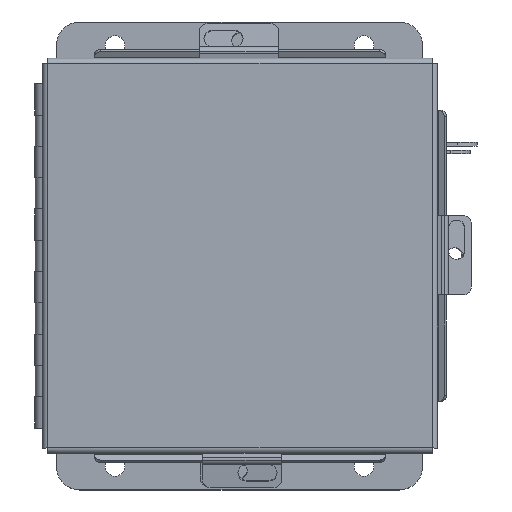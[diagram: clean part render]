
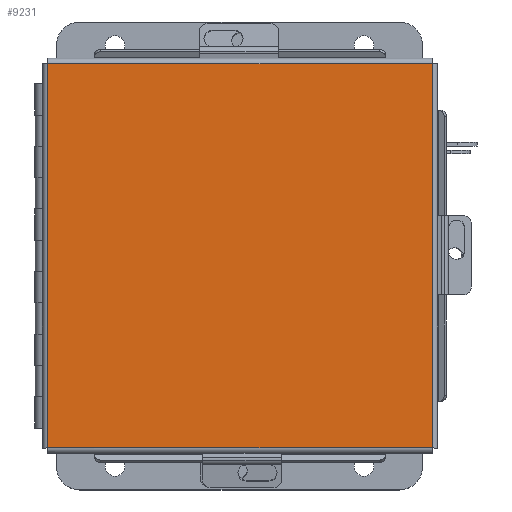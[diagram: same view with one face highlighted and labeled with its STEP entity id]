
A CAD part, top view. The second image highlights one B-rep face of the part: STEP entity #9231.
In plain terms, the highlighted face is planar.
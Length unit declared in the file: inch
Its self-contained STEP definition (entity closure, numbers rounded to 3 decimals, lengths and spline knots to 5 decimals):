
#111 = LINE ( 'NONE', #14140, #5597 ) ;
#183 = ORIENTED_EDGE ( 'NONE', *, *, #12585, .T. ) ;
#536 = CARTESIAN_POINT ( 'NONE',  ( 3.07448, -3.06855, -0.0747 ) ) ;
#1839 = ORIENTED_EDGE ( 'NONE', *, *, #7368, .T. ) ;
#2127 = VERTEX_POINT ( 'NONE', #5334 ) ;
#2272 = PLANE ( 'NONE',  #6436 ) ;
#2498 = LINE ( 'NONE', #11640, #5433 ) ;
#2553 = LINE ( 'NONE', #536, #5490 ) ;
#2843 = EDGE_CURVE ( 'NONE', #10595, #5731, #2498, .T. ) ;
#3064 = EDGE_CURVE ( 'NONE', #5731, #2127, #111, .T. ) ;
#3184 = DIRECTION ( 'NONE',  ( 1., 0., 0. ) ) ;
#3317 = CARTESIAN_POINT ( 'NONE',  ( 3.06855, 3.07448, -0.0747 ) ) ;
#3945 = DIRECTION ( 'NONE',  ( 0., 1., 0. ) ) ;
#4012 = CARTESIAN_POINT ( 'NONE',  ( -3.06855, 3.06855, -0.0747 ) ) ;
#4466 = DIRECTION ( 'NONE',  ( -1., 0., 0. ) ) ;
#4618 = VECTOR ( 'NONE', #7695, 39.37008 ) ;
#4886 = DIRECTION ( 'NONE',  ( -1., 0., 0. ) ) ;
#5334 = CARTESIAN_POINT ( 'NONE',  ( 3.06855, 3.06855, -0.0747 ) ) ;
#5433 = VECTOR ( 'NONE', #3945, 39.37008 ) ;
#5490 = VECTOR ( 'NONE', #4886, 39.37008 ) ;
#5597 = VECTOR ( 'NONE', #3184, 39.37008 ) ;
#5697 = CARTESIAN_POINT ( 'NONE',  ( -3.06855, -3.06855, -0.0747 ) ) ;
#5731 = VERTEX_POINT ( 'NONE', #4012 ) ;
#6436 = AXIS2_PLACEMENT_3D ( 'NONE', #9974, #11060, #4466 ) ;
#6612 = VERTEX_POINT ( 'NONE', #6801 ) ;
#6801 = CARTESIAN_POINT ( 'NONE',  ( 3.06855, -3.06855, -0.0747 ) ) ;
#7368 = EDGE_CURVE ( 'NONE', #6612, #10595, #2553, .T. ) ;
#7695 = DIRECTION ( 'NONE',  ( 0., -1., 0. ) ) ;
#7915 = LINE ( 'NONE', #3317, #4618 ) ;
#8794 = ORIENTED_EDGE ( 'NONE', *, *, #2843, .T. ) ;
#9231 = ADVANCED_FACE ( 'NONE', ( #13196 ), #2272, .T. ) ;
#9974 = CARTESIAN_POINT ( 'NONE',  ( 0., 0., -0.0747 ) ) ;
#10595 = VERTEX_POINT ( 'NONE', #5697 ) ;
#11060 = DIRECTION ( 'NONE',  ( 0., 0., -1. ) ) ;
#11640 = CARTESIAN_POINT ( 'NONE',  ( -3.06855, -3.07448, -0.0747 ) ) ;
#12585 = EDGE_CURVE ( 'NONE', #2127, #6612, #7915, .T. ) ;
#13063 = EDGE_LOOP ( 'NONE', ( #14095, #183, #1839, #8794 ) ) ;
#13196 = FACE_OUTER_BOUND ( 'NONE', #13063, .T. ) ;
#14095 = ORIENTED_EDGE ( 'NONE', *, *, #3064, .T. ) ;
#14140 = CARTESIAN_POINT ( 'NONE',  ( -3.07448, 3.06855, -0.0747 ) ) ;
